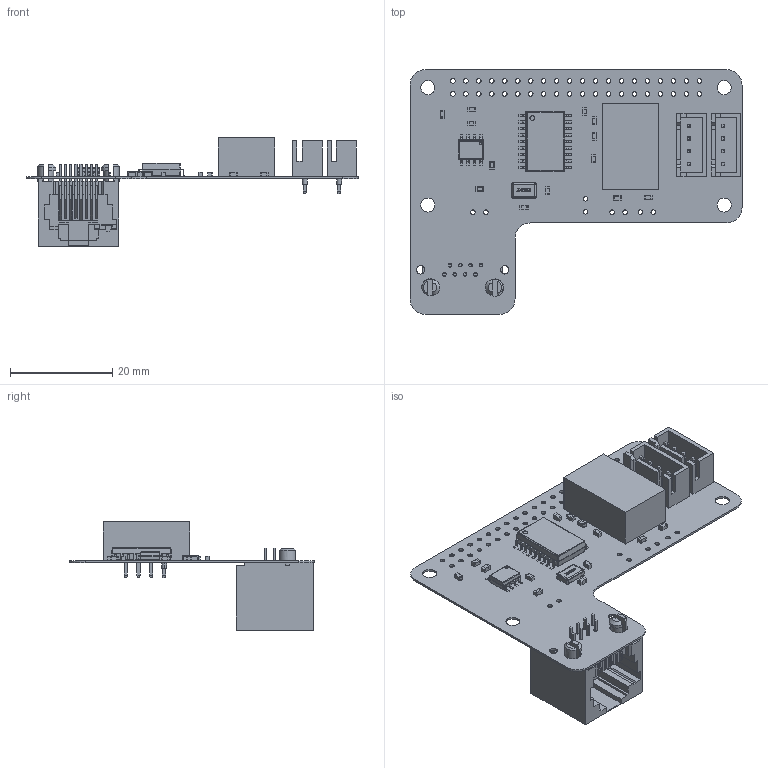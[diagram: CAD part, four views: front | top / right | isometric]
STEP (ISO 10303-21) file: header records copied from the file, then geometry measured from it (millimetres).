
FILE_DESCRIPTION(('Open CASCADE Model'),'2;1');
FILE_NAME('Open CASCADE Shape Model','2018-09-13T10:14:46',('Author'),( 'Open CASCADE'),'Open CASCADE STEP processor 6.8','Open CASCADE 6.8' ,'Unknown');
FILE_SCHEMA(('AUTOMOTIVE_DESIGN { 1 0 10303 214 1 1 1 1 }'));
Length unit declared in the file: millimetre
Products named in the file (46): PCB; Board; R6; R0603; U2; 7205730432; Open_CASCADE_STEP_translator_6.8_1.1; Body; Open_CASCADE_STEP_translator_6.8_1.2.1; Leader; U1; 7205729856; Open_CASCADE_STEP_translator_6.8_2.1; Open_CASCADE_STEP_translator_6.8_2.2.1; X1; User_Library-ABM3B; User_Library-ABM3B_BLOCO_Valor_predeterminado; User_Library-ABM3B_PIN_2_3_4_Valor_predeterminado; User_Library-ABM3B_BASE_Valor_predeterminado; User_Library-ABM3B_PIN_1_Valor_predeterminado; User_Library-ABM3B_TAMPA_Valor_predeterminado; U3; 7204784832; Extruded; R9; R8; R7; R5; R4; R3; R2; R1; P5; SW3dPS-jst-b4b-xh-a-1; P4; P2; 446200001_RGB11599871; Open CASCADE STEP translator 6.8 1.17.1.1; Open CASCADE STEP translator 6.8 1.17.1.2; C4 ...
Assembly tree (83 placements, depth 5):
  PCB
    Board
    R6
      R0603
    U2
      7205730432
        Open_CASCADE_STEP_translator_6.8_1.1
        Body
          Open_CASCADE_STEP_translator_6.8_1.2.1
        Leader  x8
    U1
      7205729856
        Open_CASCADE_STEP_translator_6.8_2.1
        Body
          Open_CASCADE_STEP_translator_6.8_2.2.1
        Leader  x18
    X1
      User_Library-ABM3B
        User_Library-ABM3B_BLOCO_Valor_predeterminado
        User_Library-ABM3B_PIN_2_3_4_Valor_predeterminado  x3
        User_Library-ABM3B_BASE_Valor_predeterminado
        User_Library-ABM3B_PIN_1_Valor_predeterminado
        User_Library-ABM3B_TAMPA_Valor_predeterminado
    U3
      7204784832
        Extruded
    R9
      R0603
    R8
      R0603
    R7
      R0603
    R5
      R0603
    R4
      R0603
    R3
      R0603
    R2
      R0603
    R1
      R0603
    P5
      SW3dPS-jst-b4b-xh-a-1
    P4
      SW3dPS-jst-b4b-xh-a-1
    P2
      446200001_RGB11599871
        Open CASCADE STEP translator 6.8 1.17.1.1
        Open CASCADE STEP translator 6.8 1.17.1.2
    C4
      C_SMD_0603
    C3
      C_SMD_0603
    C2
      C_SMD_0603
    C1
      C_SMD_0603
Bounding box: 65 x 47.9 x 21.22 mm (x, y, z)
Volume: 4761.7 mm3; surface area: 9789.5 mm2
Topology: 53 solids, 55 shells, 2238 faces, 5317 edges, 3122 vertices
Faces by surface type: plane 1524, cylinder 529, sphere 96, bspline 85, cone 4
Full cylindrical faces by diameter (mm): 0.487 x1, 0.7 x8, 0.9 x48, 0.95 x1, 1 x3, 1.1 x8, 1.65 x2, 2.75 x4, 3.33 x1, 3.43 x1
Entity records: 42175 total; most frequent: CARTESIAN_POINT 9264, ORIENTED_EDGE 5634, DIRECTION 5310, EDGE_CURVE 2818, LINE 2314, VECTOR 2314, VERTEX_POINT 1784, AXIS2_PLACEMENT_3D 1498
